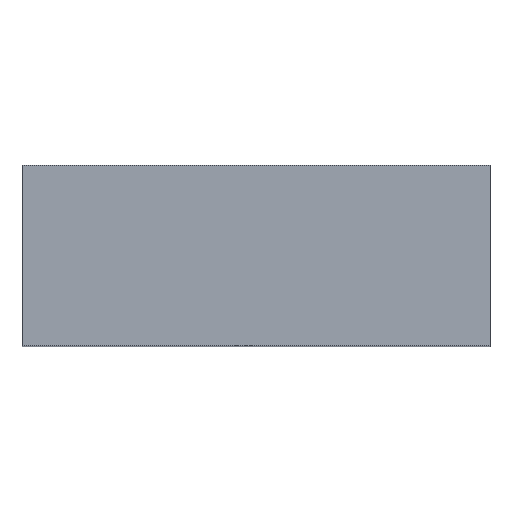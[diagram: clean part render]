
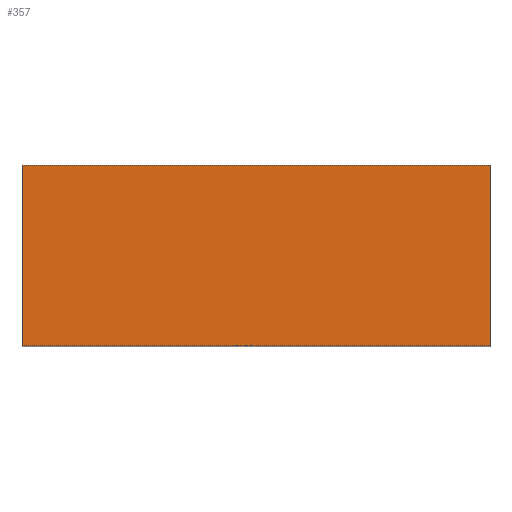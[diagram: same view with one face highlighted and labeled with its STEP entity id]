
A CAD part, top view. The second image highlights one B-rep face of the part: STEP entity #357.
In plain terms, the highlighted planar face has unit normal (0, 0, 1).
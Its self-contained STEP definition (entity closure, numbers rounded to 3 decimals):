
#43 = VERTEX_POINT('',#44);
#44 = CARTESIAN_POINT('',(-3.96,1.525,10.21));
#51 = PLANE('',#52);
#52 = AXIS2_PLACEMENT_3D('',#53,#54,#55);
#53 = CARTESIAN_POINT('',(-3.96,1.525,0.));
#54 = DIRECTION('',(0.,1.,0.));
#55 = DIRECTION('',(1.,0.,0.));
#63 = PLANE('',#64);
#64 = AXIS2_PLACEMENT_3D('',#65,#66,#67);
#65 = CARTESIAN_POINT('',(-3.96,-1.525,0.));
#66 = DIRECTION('',(-1.,0.,0.));
#67 = DIRECTION('',(0.,1.,0.));
#75 = EDGE_CURVE('',#43,#76,#78,.T.);
#76 = VERTEX_POINT('',#77);
#77 = CARTESIAN_POINT('',(3.96,1.525,10.21));
#78 = SURFACE_CURVE('',#79,(#83,#90),.PCURVE_S1.);
#79 = LINE('',#80,#81);
#80 = CARTESIAN_POINT('',(-3.96,1.525,10.21));
#81 = VECTOR('',#82,1.);
#82 = DIRECTION('',(1.,0.,0.));
#83 = PCURVE('',#51,#84);
#84 = DEFINITIONAL_REPRESENTATION('',(#85),#89);
#85 = LINE('',#86,#87);
#86 = CARTESIAN_POINT('',(0.,-10.21));
#87 = VECTOR('',#88,1.);
#88 = DIRECTION('',(1.,0.));
#89 = ( GEOMETRIC_REPRESENTATION_CONTEXT(2) 
PARAMETRIC_REPRESENTATION_CONTEXT() REPRESENTATION_CONTEXT('2D SPACE',''
  ) );
#90 = PCURVE('',#91,#96);
#91 = PLANE('',#92);
#92 = AXIS2_PLACEMENT_3D('',#93,#94,#95);
#93 = CARTESIAN_POINT('',(0.,0.,10.21));
#94 = DIRECTION('',(-0.,-0.,-1.));
#95 = DIRECTION('',(-1.,0.,0.));
#96 = DEFINITIONAL_REPRESENTATION('',(#97),#101);
#97 = LINE('',#98,#99);
#98 = CARTESIAN_POINT('',(3.96,1.525));
#99 = VECTOR('',#100,1.);
#100 = DIRECTION('',(-1.,0.));
#101 = ( GEOMETRIC_REPRESENTATION_CONTEXT(2) 
PARAMETRIC_REPRESENTATION_CONTEXT() REPRESENTATION_CONTEXT('2D SPACE',''
  ) );
#119 = PLANE('',#120);
#120 = AXIS2_PLACEMENT_3D('',#121,#122,#123);
#121 = CARTESIAN_POINT('',(3.96,1.525,0.));
#122 = DIRECTION('',(1.,0.,-0.));
#123 = DIRECTION('',(0.,-1.,0.));
#161 = EDGE_CURVE('',#76,#162,#164,.T.);
#162 = VERTEX_POINT('',#163);
#163 = CARTESIAN_POINT('',(3.96,-1.525,10.21));
#164 = SURFACE_CURVE('',#165,(#169,#176),.PCURVE_S1.);
#165 = LINE('',#166,#167);
#166 = CARTESIAN_POINT('',(3.96,1.525,10.21));
#167 = VECTOR('',#168,1.);
#168 = DIRECTION('',(0.,-1.,0.));
#169 = PCURVE('',#119,#170);
#170 = DEFINITIONAL_REPRESENTATION('',(#171),#175);
#171 = LINE('',#172,#173);
#172 = CARTESIAN_POINT('',(0.,-10.21));
#173 = VECTOR('',#174,1.);
#174 = DIRECTION('',(1.,0.));
#175 = ( GEOMETRIC_REPRESENTATION_CONTEXT(2) 
PARAMETRIC_REPRESENTATION_CONTEXT() REPRESENTATION_CONTEXT('2D SPACE',''
  ) );
#176 = PCURVE('',#91,#177);
#177 = DEFINITIONAL_REPRESENTATION('',(#178),#182);
#178 = LINE('',#179,#180);
#179 = CARTESIAN_POINT('',(-3.96,1.525));
#180 = VECTOR('',#181,1.);
#181 = DIRECTION('',(0.,-1.));
#182 = ( GEOMETRIC_REPRESENTATION_CONTEXT(2) 
PARAMETRIC_REPRESENTATION_CONTEXT() REPRESENTATION_CONTEXT('2D SPACE',''
  ) );
#200 = PLANE('',#201);
#201 = AXIS2_PLACEMENT_3D('',#202,#203,#204);
#202 = CARTESIAN_POINT('',(3.96,-1.525,0.));
#203 = DIRECTION('',(0.,-1.,0.));
#204 = DIRECTION('',(-1.,0.,0.));
#237 = EDGE_CURVE('',#162,#238,#240,.T.);
#238 = VERTEX_POINT('',#239);
#239 = CARTESIAN_POINT('',(-3.96,-1.525,10.21));
#240 = SURFACE_CURVE('',#241,(#245,#252),.PCURVE_S1.);
#241 = LINE('',#242,#243);
#242 = CARTESIAN_POINT('',(3.96,-1.525,10.21));
#243 = VECTOR('',#244,1.);
#244 = DIRECTION('',(-1.,0.,0.));
#245 = PCURVE('',#200,#246);
#246 = DEFINITIONAL_REPRESENTATION('',(#247),#251);
#247 = LINE('',#248,#249);
#248 = CARTESIAN_POINT('',(0.,-10.21));
#249 = VECTOR('',#250,1.);
#250 = DIRECTION('',(1.,0.));
#251 = ( GEOMETRIC_REPRESENTATION_CONTEXT(2) 
PARAMETRIC_REPRESENTATION_CONTEXT() REPRESENTATION_CONTEXT('2D SPACE',''
  ) );
#252 = PCURVE('',#91,#253);
#253 = DEFINITIONAL_REPRESENTATION('',(#254),#258);
#254 = LINE('',#255,#256);
#255 = CARTESIAN_POINT('',(-3.96,-1.525));
#256 = VECTOR('',#257,1.);
#257 = DIRECTION('',(1.,0.));
#258 = ( GEOMETRIC_REPRESENTATION_CONTEXT(2) 
PARAMETRIC_REPRESENTATION_CONTEXT() REPRESENTATION_CONTEXT('2D SPACE',''
  ) );
#308 = EDGE_CURVE('',#238,#43,#309,.T.);
#309 = SURFACE_CURVE('',#310,(#314,#321),.PCURVE_S1.);
#310 = LINE('',#311,#312);
#311 = CARTESIAN_POINT('',(-3.96,-1.525,10.21));
#312 = VECTOR('',#313,1.);
#313 = DIRECTION('',(0.,1.,0.));
#314 = PCURVE('',#63,#315);
#315 = DEFINITIONAL_REPRESENTATION('',(#316),#320);
#316 = LINE('',#317,#318);
#317 = CARTESIAN_POINT('',(0.,-10.21));
#318 = VECTOR('',#319,1.);
#319 = DIRECTION('',(1.,0.));
#320 = ( GEOMETRIC_REPRESENTATION_CONTEXT(2) 
PARAMETRIC_REPRESENTATION_CONTEXT() REPRESENTATION_CONTEXT('2D SPACE',''
  ) );
#321 = PCURVE('',#91,#322);
#322 = DEFINITIONAL_REPRESENTATION('',(#323),#327);
#323 = LINE('',#324,#325);
#324 = CARTESIAN_POINT('',(3.96,-1.525));
#325 = VECTOR('',#326,1.);
#326 = DIRECTION('',(0.,1.));
#327 = ( GEOMETRIC_REPRESENTATION_CONTEXT(2) 
PARAMETRIC_REPRESENTATION_CONTEXT() REPRESENTATION_CONTEXT('2D SPACE',''
  ) );
#357 = ADVANCED_FACE('',(#358),#91,.F.);
#358 = FACE_BOUND('',#359,.F.);
#359 = EDGE_LOOP('',(#360,#361,#362,#363));
#360 = ORIENTED_EDGE('',*,*,#75,.T.);
#361 = ORIENTED_EDGE('',*,*,#161,.T.);
#362 = ORIENTED_EDGE('',*,*,#237,.T.);
#363 = ORIENTED_EDGE('',*,*,#308,.T.);
